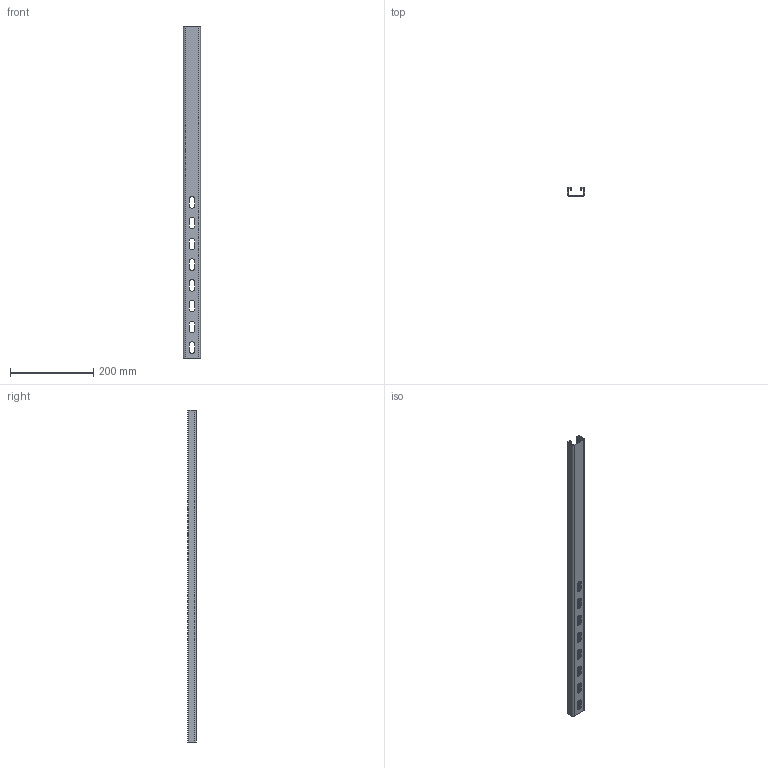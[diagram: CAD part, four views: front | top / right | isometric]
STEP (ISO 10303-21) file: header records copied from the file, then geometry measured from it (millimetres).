
FILE_DESCRIPTION (( 'STEP AP214' ), '1' );
FILE_NAME ('1122957.STEP', '2026-02-05T12:56:58', ( '' ), ( '' ), 'SwSTEP 2.0', 'SolidWorks 2024', '' );
FILE_SCHEMA (( 'AUTOMOTIVE_DESIGN' ));
Length unit declared in the file: millimetre
Products named in the file (1): 1122957
Bounding box: 41 x 21 x 800 mm (x, y, z)
Volume: 148655 mm3; surface area: 153440.8 mm2
Topology: 1 solids, 1 shells, 314 faces, 732 edges, 472 vertices
Faces by surface type: plane 158, cylinder 156
Entity records: 9059 total; most frequent: DIRECTION 1674, CARTESIAN_POINT 1519, ORIENTED_EDGE 1464, EDGE_CURVE 732, AXIS2_PLACEMENT_3D 627, VERTEX_POINT 472, LINE 420, VECTOR 420
